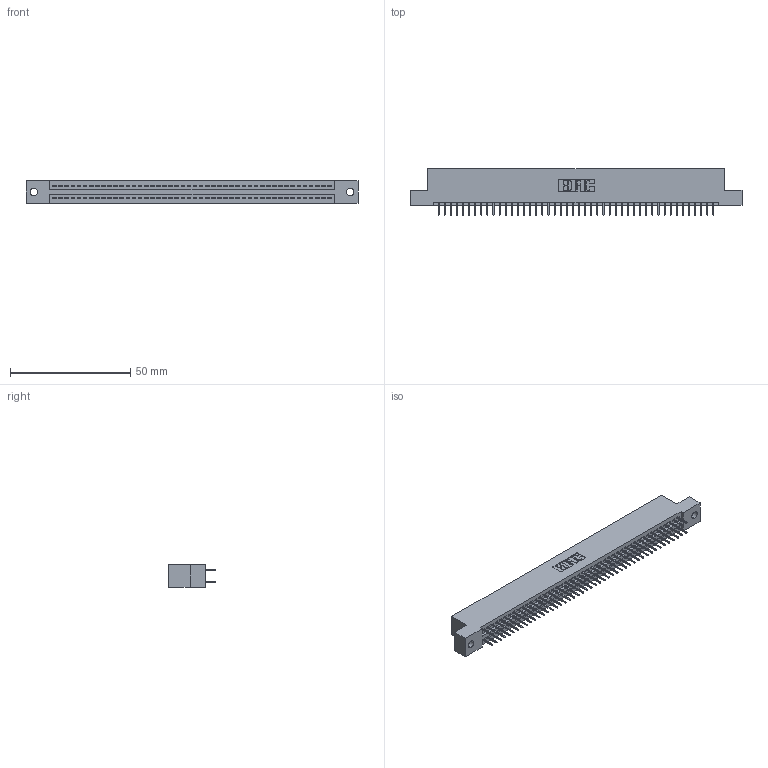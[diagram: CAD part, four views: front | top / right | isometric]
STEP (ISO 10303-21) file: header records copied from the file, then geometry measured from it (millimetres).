
FILE_DESCRIPTION (( 'STEP AP203' ), '1' );
FILE_NAME ('395-092-524-202.STEP', '2018-11-29T07:00:58', ( '' ), ( '' ), 'SwSTEP 2.0', 'SolidWorks 2016', '' );
FILE_SCHEMA (( 'CONFIG_CONTROL_DESIGN' ));
Length unit declared in the file: inch
Products named in the file (3): 345 Part_Flush Mounting Lugs - 0.128 Dia; 345-292-001_345-293-124; 395-092-524-202
Assembly tree (93 placements, depth 2):
  395-092-524-202
    345 Part_Flush Mounting Lugs - 0.128 Dia
    345-292-001_345-293-124  x92
Bounding box: 138.05 x 19.35 x 9.4 mm (x, y, z)
Volume: 13271.4 mm3; surface area: 19054.6 mm2
Topology: 93 solids, 93 shells, 5094 faces, 14417 edges, 9242 vertices
Faces by surface type: plane 3668, cylinder 1426
Entity records: 35631 total; most frequent: CARTESIAN_POINT 5968, ORIENTED_EDGE 5902, DIRECTION 5259, EDGE_CURVE 2951, LINE 2639, VECTOR 2639, VERTEX_POINT 1962, AXIS2_PLACEMENT_3D 1310
